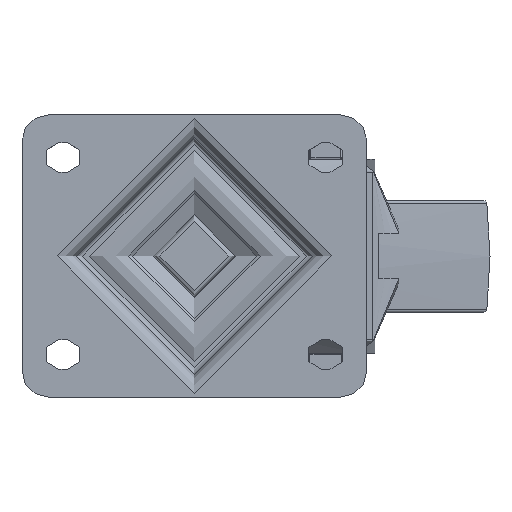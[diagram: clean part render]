
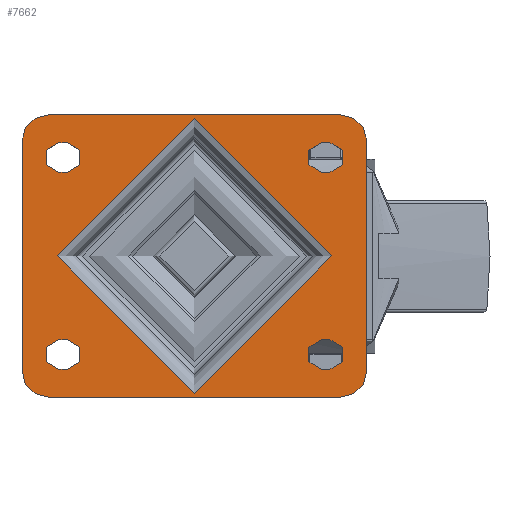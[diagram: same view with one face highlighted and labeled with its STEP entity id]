
A CAD part, top view. The second image highlights one B-rep face of the part: STEP entity #7662.
In plain terms, the highlighted planar face has unit normal (0, 0, 1).
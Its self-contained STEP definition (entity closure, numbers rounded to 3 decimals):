
#444=FACE_BOUND('',#1283,.T.);
#445=FACE_BOUND('',#1284,.T.);
#446=FACE_BOUND('',#1285,.T.);
#447=FACE_BOUND('',#1286,.T.);
#448=FACE_BOUND('',#1287,.T.);
#509=PLANE('',#8348);
#820=FACE_OUTER_BOUND('',#1282,.T.);
#1282=EDGE_LOOP('',(#5370,#5371,#5372,#5373,#5374,#5375,#5376,#5377));
#1283=EDGE_LOOP('',(#5378));
#1284=EDGE_LOOP('',(#5379,#5380,#5381,#5382));
#1285=EDGE_LOOP('',(#5383,#5384,#5385,#5386));
#1286=EDGE_LOOP('',(#5387,#5388,#5389,#5390));
#1287=EDGE_LOOP('',(#5391,#5392,#5393,#5394));
#1830=LINE('',#11529,#2448);
#1832=LINE('',#11532,#2450);
#1833=LINE('',#11533,#2451);
#1834=LINE('',#11534,#2452);
#1835=LINE('',#11535,#2453);
#1836=LINE('',#11536,#2454);
#1837=LINE('',#11537,#2455);
#1838=LINE('',#11538,#2456);
#1839=LINE('',#11539,#2457);
#1840=LINE('',#11540,#2458);
#1841=LINE('',#11541,#2459);
#1842=LINE('',#11542,#2460);
#2448=VECTOR('',#9322,1000.);
#2450=VECTOR('',#9326,1000.);
#2451=VECTOR('',#9327,1000.);
#2452=VECTOR('',#9328,1000.);
#2453=VECTOR('',#9329,1000.);
#2454=VECTOR('',#9330,1000.);
#2455=VECTOR('',#9331,1000.);
#2456=VECTOR('',#9332,1000.);
#2457=VECTOR('',#9333,1000.);
#2458=VECTOR('',#9334,1000.);
#2459=VECTOR('',#9335,1000.);
#2460=VECTOR('',#9336,1000.);
#3010=CIRCLE('',#8250,4.5);
#3011=CIRCLE('',#8252,4.5);
#3014=CIRCLE('',#8256,4.5);
#3015=CIRCLE('',#8258,4.5);
#3018=CIRCLE('',#8262,4.5);
#3019=CIRCLE('',#8264,4.5);
#3022=CIRCLE('',#8268,4.5);
#3023=CIRCLE('',#8270,4.5);
#3025=CIRCLE('',#8273,41.75);
#3038=CIRCLE('',#8293,8.);
#3040=CIRCLE('',#8296,8.);
#3042=CIRCLE('',#8299,8.);
#3044=CIRCLE('',#8302,8.);
#3314=VERTEX_POINT('',#11260);
#3315=VERTEX_POINT('',#11262);
#3316=VERTEX_POINT('',#11266);
#3317=VERTEX_POINT('',#11267);
#3322=VERTEX_POINT('',#11278);
#3323=VERTEX_POINT('',#11280);
#3324=VERTEX_POINT('',#11284);
#3325=VERTEX_POINT('',#11285);
#3330=VERTEX_POINT('',#11296);
#3331=VERTEX_POINT('',#11298);
#3332=VERTEX_POINT('',#11302);
#3333=VERTEX_POINT('',#11303);
#3338=VERTEX_POINT('',#11314);
#3339=VERTEX_POINT('',#11316);
#3340=VERTEX_POINT('',#11320);
#3341=VERTEX_POINT('',#11321);
#3344=VERTEX_POINT('',#11329);
#3353=VERTEX_POINT('',#11361);
#3354=VERTEX_POINT('',#11362);
#3357=VERTEX_POINT('',#11370);
#3358=VERTEX_POINT('',#11371);
#3361=VERTEX_POINT('',#11379);
#3362=VERTEX_POINT('',#11380);
#3365=VERTEX_POINT('',#11388);
#3366=VERTEX_POINT('',#11389);
#4044=EDGE_CURVE('',#3315,#3314,#3010,.T.);
#4046=EDGE_CURVE('',#3316,#3317,#3011,.T.);
#4052=EDGE_CURVE('',#3323,#3322,#3014,.T.);
#4054=EDGE_CURVE('',#3324,#3325,#3015,.T.);
#4060=EDGE_CURVE('',#3331,#3330,#3018,.T.);
#4062=EDGE_CURVE('',#3332,#3333,#3019,.T.);
#4068=EDGE_CURVE('',#3339,#3338,#3022,.T.);
#4070=EDGE_CURVE('',#3340,#3341,#3023,.T.);
#4074=EDGE_CURVE('',#3344,#3344,#3025,.T.);
#4090=EDGE_CURVE('',#3353,#3354,#3038,.T.);
#4094=EDGE_CURVE('',#3357,#3358,#3040,.T.);
#4098=EDGE_CURVE('',#3361,#3362,#3042,.T.);
#4102=EDGE_CURVE('',#3365,#3366,#3044,.T.);
#4174=EDGE_CURVE('',#3366,#3353,#1830,.T.);
#4176=EDGE_CURVE('',#3362,#3365,#1832,.T.);
#4177=EDGE_CURVE('',#3358,#3361,#1833,.T.);
#4178=EDGE_CURVE('',#3354,#3357,#1834,.T.);
#4179=EDGE_CURVE('',#3314,#3316,#1835,.T.);
#4180=EDGE_CURVE('',#3317,#3315,#1836,.T.);
#4181=EDGE_CURVE('',#3322,#3324,#1837,.T.);
#4182=EDGE_CURVE('',#3325,#3323,#1838,.T.);
#4183=EDGE_CURVE('',#3330,#3332,#1839,.T.);
#4184=EDGE_CURVE('',#3333,#3331,#1840,.T.);
#4185=EDGE_CURVE('',#3338,#3340,#1841,.T.);
#4186=EDGE_CURVE('',#3341,#3339,#1842,.T.);
#5370=ORIENTED_EDGE('',*,*,#4102,.F.);
#5371=ORIENTED_EDGE('',*,*,#4176,.F.);
#5372=ORIENTED_EDGE('',*,*,#4098,.F.);
#5373=ORIENTED_EDGE('',*,*,#4177,.F.);
#5374=ORIENTED_EDGE('',*,*,#4094,.F.);
#5375=ORIENTED_EDGE('',*,*,#4178,.F.);
#5376=ORIENTED_EDGE('',*,*,#4090,.F.);
#5377=ORIENTED_EDGE('',*,*,#4174,.F.);
#5378=ORIENTED_EDGE('',*,*,#4074,.F.);
#5379=ORIENTED_EDGE('',*,*,#4179,.T.);
#5380=ORIENTED_EDGE('',*,*,#4046,.T.);
#5381=ORIENTED_EDGE('',*,*,#4180,.T.);
#5382=ORIENTED_EDGE('',*,*,#4044,.T.);
#5383=ORIENTED_EDGE('',*,*,#4181,.T.);
#5384=ORIENTED_EDGE('',*,*,#4054,.T.);
#5385=ORIENTED_EDGE('',*,*,#4182,.T.);
#5386=ORIENTED_EDGE('',*,*,#4052,.T.);
#5387=ORIENTED_EDGE('',*,*,#4183,.T.);
#5388=ORIENTED_EDGE('',*,*,#4062,.T.);
#5389=ORIENTED_EDGE('',*,*,#4184,.T.);
#5390=ORIENTED_EDGE('',*,*,#4060,.T.);
#5391=ORIENTED_EDGE('',*,*,#4185,.T.);
#5392=ORIENTED_EDGE('',*,*,#4070,.T.);
#5393=ORIENTED_EDGE('',*,*,#4186,.T.);
#5394=ORIENTED_EDGE('',*,*,#4068,.T.);
#7662=ADVANCED_FACE('',(#820,#444,#445,#446,#447,#448),#509,.T.);
#8250=AXIS2_PLACEMENT_3D('',#11263,#9064,#9065);
#8252=AXIS2_PLACEMENT_3D('',#11268,#9069,#9070);
#8256=AXIS2_PLACEMENT_3D('',#11281,#9080,#9081);
#8258=AXIS2_PLACEMENT_3D('',#11286,#9085,#9086);
#8262=AXIS2_PLACEMENT_3D('',#11299,#9096,#9097);
#8264=AXIS2_PLACEMENT_3D('',#11304,#9101,#9102);
#8268=AXIS2_PLACEMENT_3D('',#11317,#9112,#9113);
#8270=AXIS2_PLACEMENT_3D('',#11322,#9117,#9118);
#8273=AXIS2_PLACEMENT_3D('',#11330,#9125,#9126);
#8293=AXIS2_PLACEMENT_3D('',#11363,#9168,#9169);
#8296=AXIS2_PLACEMENT_3D('',#11372,#9176,#9177);
#8299=AXIS2_PLACEMENT_3D('',#11381,#9184,#9185);
#8302=AXIS2_PLACEMENT_3D('',#11390,#9192,#9193);
#8348=AXIS2_PLACEMENT_3D('',#11531,#9324,#9325);
#9064=DIRECTION('center_axis',(0.,0.,-1.));
#9065=DIRECTION('ref_axis',(-1.,0.,0.));
#9069=DIRECTION('center_axis',(0.,0.,-1.));
#9070=DIRECTION('ref_axis',(-1.,0.,0.));
#9080=DIRECTION('center_axis',(0.,0.,-1.));
#9081=DIRECTION('ref_axis',(-1.,0.,0.));
#9085=DIRECTION('center_axis',(0.,0.,-1.));
#9086=DIRECTION('ref_axis',(-1.,0.,0.));
#9096=DIRECTION('center_axis',(0.,0.,-1.));
#9097=DIRECTION('ref_axis',(1.,0.,0.));
#9101=DIRECTION('center_axis',(0.,0.,-1.));
#9102=DIRECTION('ref_axis',(1.,0.,0.));
#9112=DIRECTION('center_axis',(0.,0.,-1.));
#9113=DIRECTION('ref_axis',(1.,0.,0.));
#9117=DIRECTION('center_axis',(0.,0.,-1.));
#9118=DIRECTION('ref_axis',(1.,0.,0.));
#9125=DIRECTION('center_axis',(0.,0.,1.));
#9126=DIRECTION('ref_axis',(1.,0.,0.));
#9168=DIRECTION('center_axis',(0.,0.,-1.));
#9169=DIRECTION('ref_axis',(-0.707,0.707,0.));
#9176=DIRECTION('center_axis',(0.,0.,-1.));
#9177=DIRECTION('ref_axis',(0.707,0.707,0.));
#9184=DIRECTION('center_axis',(0.,0.,-1.));
#9185=DIRECTION('ref_axis',(0.707,-0.707,0.));
#9192=DIRECTION('center_axis',(0.,0.,-1.));
#9193=DIRECTION('ref_axis',(-0.707,-0.707,0.));
#9322=DIRECTION('',(0.,1.,0.));
#9324=DIRECTION('center_axis',(0.,0.,1.));
#9325=DIRECTION('ref_axis',(1.,0.,0.));
#9326=DIRECTION('',(-1.,0.,0.));
#9327=DIRECTION('',(0.,-1.,0.));
#9328=DIRECTION('',(1.,0.,0.));
#9329=DIRECTION('',(-1.,0.,0.));
#9330=DIRECTION('',(1.,0.,0.));
#9331=DIRECTION('',(-1.,0.,0.));
#9332=DIRECTION('',(1.,0.,0.));
#9333=DIRECTION('',(1.,0.,0.));
#9334=DIRECTION('',(-1.,0.,0.));
#9335=DIRECTION('',(1.,0.,0.));
#9336=DIRECTION('',(-1.,0.,0.));
#11260=CARTESIAN_POINT('',(41.25,-34.5,0.));
#11262=CARTESIAN_POINT('',(41.25,-25.5,0.));
#11263=CARTESIAN_POINT('Origin',(41.25,-30.,0.));
#11266=CARTESIAN_POINT('',(38.75,-34.5,0.));
#11267=CARTESIAN_POINT('',(38.75,-25.5,0.));
#11268=CARTESIAN_POINT('Origin',(38.75,-30.,0.));
#11278=CARTESIAN_POINT('',(41.25,25.5,0.));
#11280=CARTESIAN_POINT('',(41.25,34.5,0.));
#11281=CARTESIAN_POINT('Origin',(41.25,30.,0.));
#11284=CARTESIAN_POINT('',(38.75,25.5,0.));
#11285=CARTESIAN_POINT('',(38.75,34.5,0.));
#11286=CARTESIAN_POINT('Origin',(38.75,30.,0.));
#11296=CARTESIAN_POINT('',(-41.25,-25.5,0.));
#11298=CARTESIAN_POINT('',(-41.25,-34.5,0.));
#11299=CARTESIAN_POINT('Origin',(-41.25,-30.,0.));
#11302=CARTESIAN_POINT('',(-38.75,-25.5,0.));
#11303=CARTESIAN_POINT('',(-38.75,-34.5,0.));
#11304=CARTESIAN_POINT('Origin',(-38.75,-30.,0.));
#11314=CARTESIAN_POINT('',(-41.25,34.5,0.));
#11316=CARTESIAN_POINT('',(-41.25,25.5,0.));
#11317=CARTESIAN_POINT('Origin',(-41.25,30.,0.));
#11320=CARTESIAN_POINT('',(-38.75,34.5,0.));
#11321=CARTESIAN_POINT('',(-38.75,25.5,0.));
#11322=CARTESIAN_POINT('Origin',(-38.75,30.,0.));
#11329=CARTESIAN_POINT('',(41.75,0.,0.));
#11330=CARTESIAN_POINT('Origin',(0.,0.,0.));
#11361=CARTESIAN_POINT('',(-52.5,35.,0.));
#11362=CARTESIAN_POINT('',(-44.5,43.,0.));
#11363=CARTESIAN_POINT('Origin',(-44.5,35.,0.));
#11370=CARTESIAN_POINT('',(44.5,43.,0.));
#11371=CARTESIAN_POINT('',(52.5,35.,0.));
#11372=CARTESIAN_POINT('Origin',(44.5,35.,0.));
#11379=CARTESIAN_POINT('',(52.5,-35.,0.));
#11380=CARTESIAN_POINT('',(44.5,-43.,0.));
#11381=CARTESIAN_POINT('Origin',(44.5,-35.,0.));
#11388=CARTESIAN_POINT('',(-44.5,-43.,0.));
#11389=CARTESIAN_POINT('',(-52.5,-35.,0.));
#11390=CARTESIAN_POINT('Origin',(-44.5,-35.,0.));
#11529=CARTESIAN_POINT('',(-52.5,-43.,0.));
#11531=CARTESIAN_POINT('Origin',(0.,0.,0.));
#11532=CARTESIAN_POINT('',(52.5,-43.,0.));
#11533=CARTESIAN_POINT('',(52.5,43.,0.));
#11534=CARTESIAN_POINT('',(-52.5,43.,0.));
#11535=CARTESIAN_POINT('',(41.25,-34.5,0.));
#11536=CARTESIAN_POINT('',(41.25,-25.5,0.));
#11537=CARTESIAN_POINT('',(41.25,25.5,0.));
#11538=CARTESIAN_POINT('',(41.25,34.5,0.));
#11539=CARTESIAN_POINT('',(-41.25,-25.5,0.));
#11540=CARTESIAN_POINT('',(-41.25,-34.5,0.));
#11541=CARTESIAN_POINT('',(-41.25,34.5,0.));
#11542=CARTESIAN_POINT('',(-41.25,25.5,0.));
